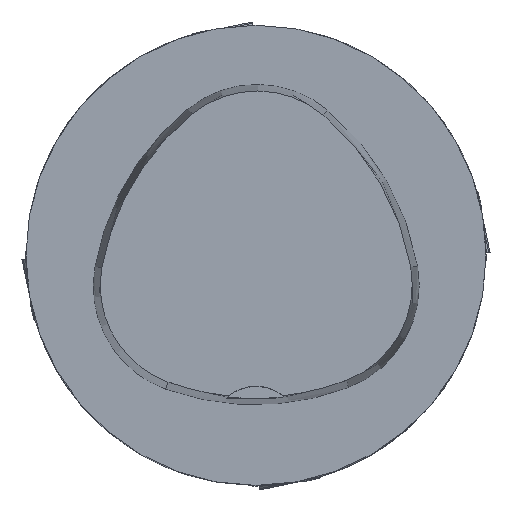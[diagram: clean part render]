
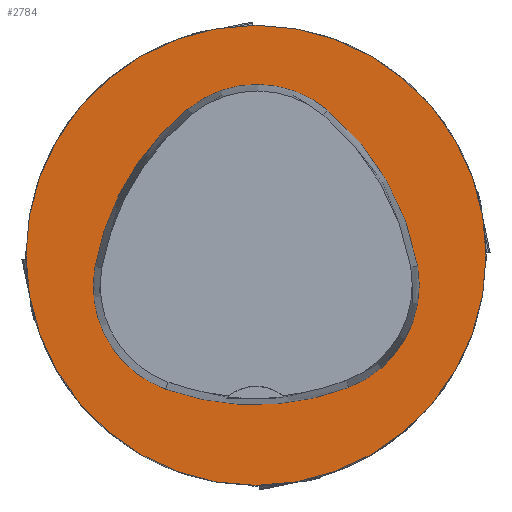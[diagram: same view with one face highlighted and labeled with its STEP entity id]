
A CAD part, top view. The second image highlights one B-rep face of the part: STEP entity #2784.
In plain terms, the highlighted planar face has unit normal (0, 0, 1).
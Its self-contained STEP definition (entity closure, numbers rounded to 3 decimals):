
#1285=FACE_BOUND('',#6712,.T.);
#1286=FACE_BOUND('',#6713,.T.);
#2784=ADVANCED_FACE('',(#1285,#1286),#4229,.T.);
#4229=PLANE('',#30156);
#6712=EDGE_LOOP('',(#12878,#12879,#12880,#12881,#12882,#12883));
#6713=EDGE_LOOP('',(#12884));
#9648=CIRCLE('',#30133,36.);
#9649=CIRCLE('',#30135,15.);
#9650=CIRCLE('',#30137,36.);
#9651=CIRCLE('',#30139,15.);
#9652=CIRCLE('',#30141,36.);
#9653=CIRCLE('',#30143,15.);
#9654=CIRCLE('',#30155,31.5);
#12878=ORIENTED_EDGE('',*,*,#23368,.T.);
#12879=ORIENTED_EDGE('',*,*,#23366,.T.);
#12880=ORIENTED_EDGE('',*,*,#23364,.T.);
#12881=ORIENTED_EDGE('',*,*,#23362,.T.);
#12882=ORIENTED_EDGE('',*,*,#23360,.T.);
#12883=ORIENTED_EDGE('',*,*,#23358,.T.);
#12884=ORIENTED_EDGE('',*,*,#23381,.F.);
#20262=VERTEX_POINT('',#47267);
#20263=VERTEX_POINT('',#47269);
#20264=VERTEX_POINT('',#47273);
#20265=VERTEX_POINT('',#47277);
#20266=VERTEX_POINT('',#47281);
#20267=VERTEX_POINT('',#47285);
#20276=VERTEX_POINT('',#47317);
#23358=EDGE_CURVE('',#20263,#20262,#9648,.T.);
#23360=EDGE_CURVE('',#20264,#20263,#9649,.T.);
#23362=EDGE_CURVE('',#20265,#20264,#9650,.T.);
#23364=EDGE_CURVE('',#20266,#20265,#9651,.T.);
#23366=EDGE_CURVE('',#20267,#20266,#9652,.T.);
#23368=EDGE_CURVE('',#20262,#20267,#9653,.T.);
#23381=EDGE_CURVE('',#20276,#20276,#9654,.T.);
#30133=AXIS2_PLACEMENT_3D('',#47268,#34563,#34564);
#30135=AXIS2_PLACEMENT_3D('',#47272,#34568,#34569);
#30137=AXIS2_PLACEMENT_3D('',#47276,#34573,#34574);
#30139=AXIS2_PLACEMENT_3D('',#47280,#34578,#34579);
#30141=AXIS2_PLACEMENT_3D('',#47284,#34583,#34584);
#30143=AXIS2_PLACEMENT_3D('',#47288,#34588,#34589);
#30155=AXIS2_PLACEMENT_3D('',#47316,#34620,#34621);
#30156=AXIS2_PLACEMENT_3D('',#47318,#34622,#34623);
#34563=DIRECTION('',(0.,0.,-1.));
#34564=DIRECTION('',(-1.,0.,0.));
#34568=DIRECTION('',(0.,0.,-1.));
#34569=DIRECTION('',(-1.,0.,0.));
#34573=DIRECTION('',(0.,0.,-1.));
#34574=DIRECTION('',(-1.,0.,0.));
#34578=DIRECTION('',(0.,0.,-1.));
#34579=DIRECTION('',(-1.,0.,0.));
#34583=DIRECTION('',(0.,0.,-1.));
#34584=DIRECTION('',(-1.,0.,0.));
#34588=DIRECTION('',(0.,0.,-1.));
#34589=DIRECTION('',(-1.,0.,0.));
#34620=DIRECTION('',(0.,0.,-1.));
#34621=DIRECTION('',(-1.,0.,0.));
#34622=DIRECTION('',(0.,0.,1.));
#34623=DIRECTION('',(1.,0.,0.));
#47267=CARTESIAN_POINT('',(-12.373,-18.307,0.));
#47268=CARTESIAN_POINT('',(-0.137,15.55,0.));
#47269=CARTESIAN_POINT('',(12.693,-18.087,0.));
#47272=CARTESIAN_POINT('',(7.347,-4.071,0.));
#47273=CARTESIAN_POINT('',(22.122,-1.48,0.));
#47276=CARTESIAN_POINT('',(-13.337,-7.7,0.));
#47277=CARTESIAN_POINT('',(9.779,19.898,0.));
#47280=CARTESIAN_POINT('',(0.148,8.399,0.));
#47281=CARTESIAN_POINT('',(-9.317,20.036,0.));
#47284=CARTESIAN_POINT('',(13.398,-7.893,0.));
#47285=CARTESIAN_POINT('',(-22.041,-1.562,0.));
#47288=CARTESIAN_POINT('',(-7.275,-4.2,0.));
#47316=CARTESIAN_POINT('',(0.,0.,0.));
#47317=CARTESIAN_POINT('',(-31.5,0.,0.));
#47318=CARTESIAN_POINT('',(0.,0.,0.));
